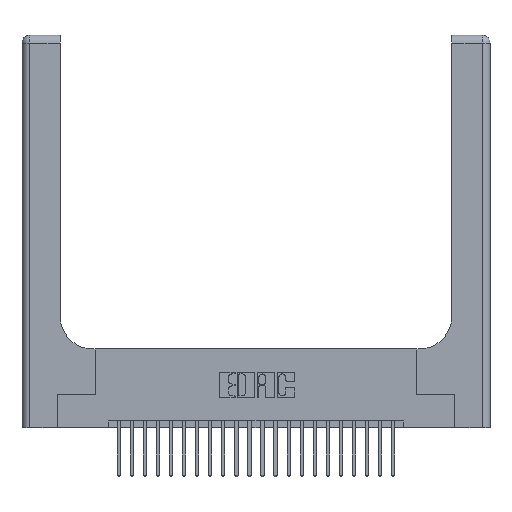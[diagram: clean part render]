
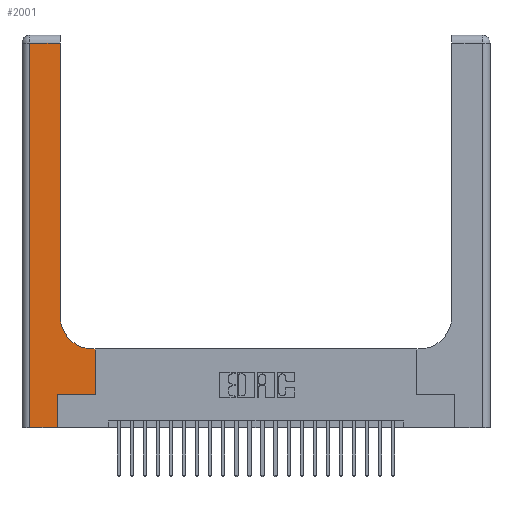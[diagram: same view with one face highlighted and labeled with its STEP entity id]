
A CAD part, top view. The second image highlights one B-rep face of the part: STEP entity #2001.
In plain terms, the highlighted planar face has unit normal (0, 0, 1).
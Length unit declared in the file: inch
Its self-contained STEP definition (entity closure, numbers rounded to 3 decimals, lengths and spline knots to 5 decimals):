
#604 = DIRECTION ( 'NONE',  ( 0., -1., 0. ) ) ;
#1006 = DIRECTION ( 'NONE',  ( 0., 1., 0. ) ) ;
#1398 = DIRECTION ( 'NONE',  ( 0., 1., 0. ) ) ;
#1914 = ORIENTED_EDGE ( 'NONE', *, *, #8428, .T. ) ;
#1995 = CARTESIAN_POINT ( 'NONE',  ( 0.269, 0.25, 0.37 ) ) ;
#2001 = ADVANCED_FACE ( 'NONE', ( #14764 ), #13294, .F. ) ;
#2714 = ORIENTED_EDGE ( 'NONE', *, *, #20918, .T. ) ;
#2727 = LINE ( 'NONE', #18292, #6805 ) ;
#2799 = ORIENTED_EDGE ( 'NONE', *, *, #7553, .T. ) ;
#2865 = CIRCLE ( 'NONE', #24692, 0.25 ) ;
#3142 = LINE ( 'NONE', #9238, #8488 ) ;
#3277 = LINE ( 'NONE', #17360, #20114 ) ;
#3380 = CARTESIAN_POINT ( 'NONE',  ( 0.2915, 2.94, 0.37 ) ) ;
#3495 = VECTOR ( 'NONE', #1006, 39.37008 ) ;
#4009 = DIRECTION ( 'NONE',  ( 1., 0., 0. ) ) ;
#4347 = CARTESIAN_POINT ( 'NONE',  ( 0.2915, 0.85, 0.37 ) ) ;
#4647 = AXIS2_PLACEMENT_3D ( 'NONE', #13884, #13238, #13185 ) ;
#5079 = VECTOR ( 'NONE', #16562, 39.37008 ) ;
#5589 = EDGE_CURVE ( 'NONE', #11184, #10075, #14563, .T. ) ;
#5895 = VERTEX_POINT ( 'NONE', #3380 ) ;
#6530 = ORIENTED_EDGE ( 'NONE', *, *, #11750, .T. ) ;
#6540 = EDGE_CURVE ( 'NONE', #10075, #23412, #20129, .T. ) ;
#6676 = CARTESIAN_POINT ( 'NONE',  ( 0.2915, 3., 0.37 ) ) ;
#6805 = VECTOR ( 'NONE', #604, 39.37008 ) ;
#7431 = VERTEX_POINT ( 'NONE', #9980 ) ;
#7472 = CARTESIAN_POINT ( 'NONE',  ( 0.5585, 0.25, 0.37 ) ) ;
#7553 = EDGE_CURVE ( 'NONE', #5895, #7431, #19484, .T. ) ;
#7772 = VERTEX_POINT ( 'NONE', #16755 ) ;
#8428 = EDGE_CURVE ( 'NONE', #12925, #5895, #20620, .T. ) ;
#8488 = VECTOR ( 'NONE', #18865, 39.37008 ) ;
#9180 = CARTESIAN_POINT ( 'NONE',  ( 0.5415, 0.85, 0.37 ) ) ;
#9238 = CARTESIAN_POINT ( 'NONE',  ( 0., 0., 0.37 ) ) ;
#9699 = VERTEX_POINT ( 'NONE', #20497 ) ;
#9908 = EDGE_LOOP ( 'NONE', ( #1914, #2799, #15487, #16032, #2714, #18522, #14509, #6530, #15089 ) ) ;
#9980 = CARTESIAN_POINT ( 'NONE',  ( 0.06, 2.94, 0.37 ) ) ;
#10075 = VERTEX_POINT ( 'NONE', #17775 ) ;
#11177 = DIRECTION ( 'NONE',  ( 1., 0., 0. ) ) ;
#11184 = VERTEX_POINT ( 'NONE', #24979 ) ;
#11517 = DIRECTION ( 'NONE',  ( -1., 0., 0. ) ) ;
#11647 = CARTESIAN_POINT ( 'NONE',  ( 0.06, 0., 0.37 ) ) ;
#11750 = EDGE_CURVE ( 'NONE', #23412, #9699, #3277, .T. ) ;
#12925 = VERTEX_POINT ( 'NONE', #4347 ) ;
#13185 = DIRECTION ( 'NONE',  ( -1., 0., 0. ) ) ;
#13238 = DIRECTION ( 'NONE',  ( 0., 0., -1. ) ) ;
#13294 = PLANE ( 'NONE',  #4647 ) ;
#13884 = CARTESIAN_POINT ( 'NONE',  ( 0., 3., 0.37 ) ) ;
#14470 = VECTOR ( 'NONE', #23648, 39.37008 ) ;
#14509 = ORIENTED_EDGE ( 'NONE', *, *, #6540, .T. ) ;
#14563 = LINE ( 'NONE', #1995, #23938 ) ;
#14764 = FACE_OUTER_BOUND ( 'NONE', #9908, .T. ) ;
#15089 = ORIENTED_EDGE ( 'NONE', *, *, #20964, .T. ) ;
#15487 = ORIENTED_EDGE ( 'NONE', *, *, #16988, .T. ) ;
#16032 = ORIENTED_EDGE ( 'NONE', *, *, #21633, .T. ) ;
#16120 = CARTESIAN_POINT ( 'NONE',  ( 0., 2.94, 0.37 ) ) ;
#16562 = DIRECTION ( 'NONE',  ( 0., 1., 0. ) ) ;
#16755 = CARTESIAN_POINT ( 'NONE',  ( 0.269, 0., 0.37 ) ) ;
#16988 = EDGE_CURVE ( 'NONE', #7431, #23197, #2727, .T. ) ;
#17360 = CARTESIAN_POINT ( 'NONE',  ( 0.2915, 0.6, 0.37 ) ) ;
#17775 = CARTESIAN_POINT ( 'NONE',  ( 0.5585, 0.25, 0.37 ) ) ;
#18127 = CARTESIAN_POINT ( 'NONE',  ( 0.5585, 0.6, 0.37 ) ) ;
#18292 = CARTESIAN_POINT ( 'NONE',  ( 0.06, 3., 0.37 ) ) ;
#18522 = ORIENTED_EDGE ( 'NONE', *, *, #5589, .T. ) ;
#18865 = DIRECTION ( 'NONE',  ( 1., 0., 0. ) ) ;
#19114 = LINE ( 'NONE', #24284, #3495 ) ;
#19484 = LINE ( 'NONE', #16120, #14470 ) ;
#20114 = VECTOR ( 'NONE', #11517, 39.37008 ) ;
#20129 = LINE ( 'NONE', #7472, #24473 ) ;
#20497 = CARTESIAN_POINT ( 'NONE',  ( 0.5415, 0.6, 0.37 ) ) ;
#20620 = LINE ( 'NONE', #6676, #5079 ) ;
#20918 = EDGE_CURVE ( 'NONE', #7772, #11184, #19114, .T. ) ;
#20964 = EDGE_CURVE ( 'NONE', #9699, #12925, #2865, .T. ) ;
#21633 = EDGE_CURVE ( 'NONE', #23197, #7772, #3142, .T. ) ;
#22600 = DIRECTION ( 'NONE',  ( 0., 0., -1. ) ) ;
#23197 = VERTEX_POINT ( 'NONE', #11647 ) ;
#23412 = VERTEX_POINT ( 'NONE', #18127 ) ;
#23648 = DIRECTION ( 'NONE',  ( -1., 0., 0. ) ) ;
#23938 = VECTOR ( 'NONE', #4009, 39.37008 ) ;
#24284 = CARTESIAN_POINT ( 'NONE',  ( 0.269, 0., 0.37 ) ) ;
#24473 = VECTOR ( 'NONE', #1398, 39.37008 ) ;
#24692 = AXIS2_PLACEMENT_3D ( 'NONE', #9180, #22600, #11177 ) ;
#24979 = CARTESIAN_POINT ( 'NONE',  ( 0.269, 0.25, 0.37 ) ) ;
